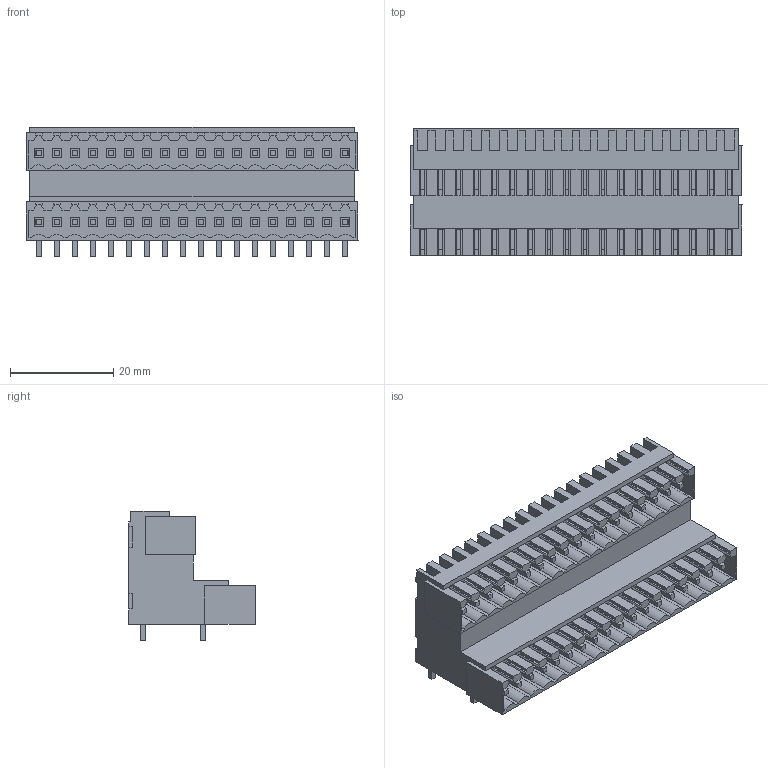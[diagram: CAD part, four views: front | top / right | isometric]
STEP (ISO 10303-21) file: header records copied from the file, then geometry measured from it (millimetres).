
FILE_DESCRIPTION(('CATIA V5 STEP Exchange','CAx-IF Rec.Pracs.--- Model Styling and Organization---1.4--- 2014-01-23'),'2;1');
FILE_NAME ('D1454181_2_1642320000_1642320000.stp','2022-07-29T06:01:53+00:00',('none'),('Weidmueller'),'CATIA Version 5-6 Release 2016 SP3 HF44','CATIA V5 STEP AP214','none');
FILE_SCHEMA(('AUTOMOTIVE_DESIGN { 1 0 10303 214 1 1 1 1 }'));
Products named in the file (1): 1642320000
Bounding box: 64.4 x 24.55 x 25.2 mm (x, y, z)
Volume: 14595.3 mm3; surface area: 18303.8 mm2
Topology: 37 solids, 37 shells, 1945 faces, 5294 edges, 3494 vertices
Faces by surface type: plane 1765, cylinder 180
Entity records: 54577 total; most frequent: ORIENTED_EDGE 10588, CARTESIAN_POINT 10119, DIRECTION 6762, EDGE_CURVE 5294, VECTOR 4934, LINE 4934, VERTEX_POINT 3494, EDGE_LOOP 2088
